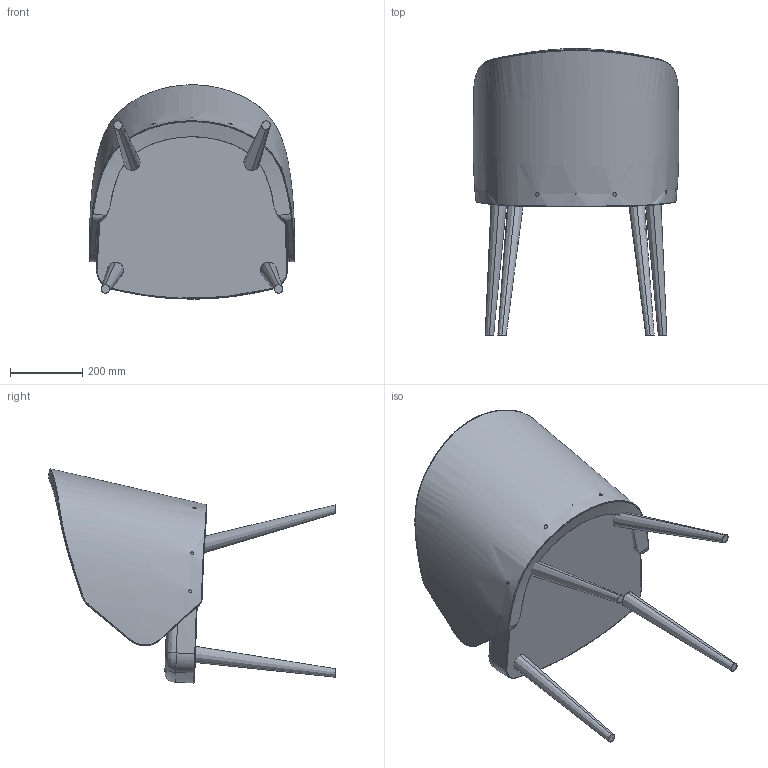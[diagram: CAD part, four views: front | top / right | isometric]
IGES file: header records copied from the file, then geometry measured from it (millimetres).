
Start section: SolidWorks IGES file using analytic representation for surfaces
Global section: file name: Cadeirão_A970C.IGS; native system: SolidWorks 2018; preprocessor: SolidWorks 2018; author: Mateus; date: 180801.143412; units: millimetre
Bounding box: 569.59 x 793.99 x 593.58 mm (x, y, z)
Surface area: 1657891.9 mm2 (no closed solid volume)
Topology: 0 solids, 0 shells, 126 faces, 3040 edges, 3038 vertices
Faces by surface type: bspline 98, revolution 28
